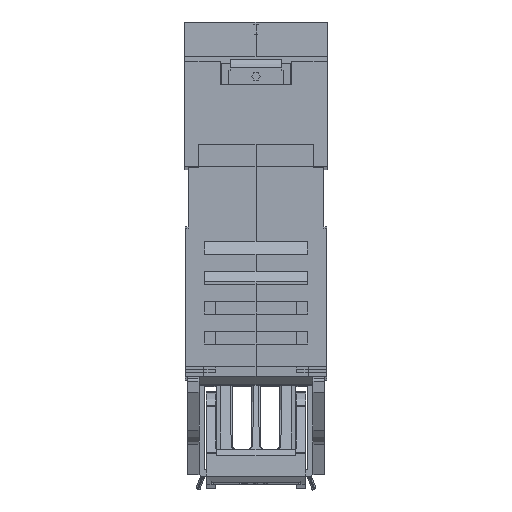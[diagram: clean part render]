
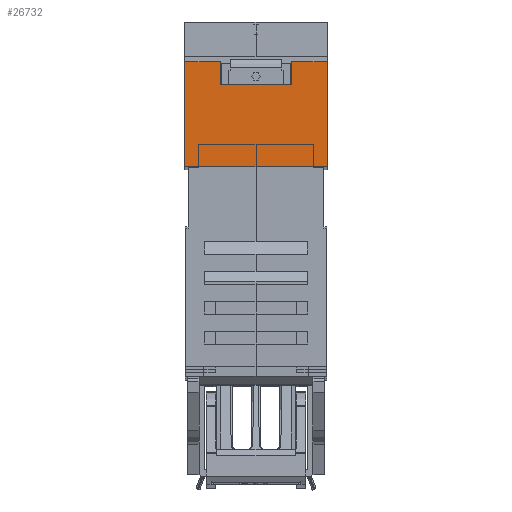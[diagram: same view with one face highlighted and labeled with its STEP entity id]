
A CAD part, top view. The second image highlights one B-rep face of the part: STEP entity #26732.
In plain terms, the highlighted planar face has unit normal (0, 0, 1).
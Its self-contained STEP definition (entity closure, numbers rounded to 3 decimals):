
#9531=DIRECTION('',(-1.,0.,0.));
#9532=VECTOR('',#9531,12.5);
#9533=CARTESIAN_POINT('',(25.,-0.9,264.5));
#9534=LINE('',#9533,#9532);
#9538=DIRECTION('',(0.,1.,0.));
#9539=VECTOR('',#9538,36.8);
#9540=CARTESIAN_POINT('',(25.,-37.7,264.5));
#9541=LINE('',#9540,#9539);
#9545=DIRECTION('',(1.,0.,0.));
#9546=VECTOR('',#9545,50.);
#9547=CARTESIAN_POINT('',(-25.,-37.7,264.5));
#9548=LINE('',#9547,#9546);
#9552=DIRECTION('',(-1.,0.,0.));
#9553=VECTOR('',#9552,12.5);
#9554=CARTESIAN_POINT('',(-12.5,-0.9,264.5));
#9555=LINE('',#9554,#9553);
#9559=DIRECTION('',(0.,1.,0.));
#9560=VECTOR('',#9559,8.);
#9561=CARTESIAN_POINT('',(-12.5,-8.9,264.5));
#9562=LINE('',#9561,#9560);
#9566=DIRECTION('',(0.,1.,0.));
#9567=VECTOR('',#9566,8.);
#9568=CARTESIAN_POINT('',(12.5,-8.9,264.5));
#9569=LINE('',#9568,#9567);
#9601=DIRECTION('',(1.,0.,0.));
#9602=VECTOR('',#9601,25.);
#9603=CARTESIAN_POINT('',(-12.5,-8.9,264.5));
#9604=LINE('',#9603,#9602);
#11439=DIRECTION('',(0.,1.,0.));
#11440=VECTOR('',#11439,36.8);
#11441=CARTESIAN_POINT('',(-25.,-37.7,264.5));
#11442=LINE('',#11441,#11440);
#14693=CARTESIAN_POINT('',(25.,-37.7,264.5));
#14694=VERTEX_POINT('',#14693);
#14695=CARTESIAN_POINT('',(-25.,-37.7,264.5));
#14696=VERTEX_POINT('',#14695);
#14835=CARTESIAN_POINT('',(-25.,-0.9,264.5));
#14836=VERTEX_POINT('',#14835);
#14844=CARTESIAN_POINT('',(12.5,-8.9,264.5));
#14845=CARTESIAN_POINT('',(12.5,-0.9,264.5));
#14846=VERTEX_POINT('',#14844);
#14847=VERTEX_POINT('',#14845);
#14848=CARTESIAN_POINT('',(-12.5,-8.9,264.5));
#14849=VERTEX_POINT('',#14848);
#14850=CARTESIAN_POINT('',(-12.5,-0.9,264.5));
#14851=VERTEX_POINT('',#14850);
#14852=CARTESIAN_POINT('',(25.,-0.9,264.5));
#14853=VERTEX_POINT('',#14852);
#26711=CARTESIAN_POINT('',(0.,-0.9,264.5));
#26712=DIRECTION('',(0.,0.,-1.));
#26713=DIRECTION('',(-1.,0.,0.));
#26714=AXIS2_PLACEMENT_3D('',#26711,#26712,#26713);
#26715=PLANE('',#26714);
#26717=ORIENTED_EDGE('',*,*,#26716,.T.);
#26719=ORIENTED_EDGE('',*,*,#26718,.F.);
#26720=ORIENTED_EDGE('',*,*,#26689,.F.);
#26721=ORIENTED_EDGE('',*,*,#18868,.F.);
#26723=ORIENTED_EDGE('',*,*,#26722,.T.);
#26725=ORIENTED_EDGE('',*,*,#26724,.F.);
#26727=ORIENTED_EDGE('',*,*,#26726,.F.);
#26729=ORIENTED_EDGE('',*,*,#26728,.T.);
#26730=EDGE_LOOP('',(#26717,#26719,#26720,#26721,#26723,#26725,#26727,#26729));
#26731=FACE_OUTER_BOUND('',#26730,.F.);
#18868=EDGE_CURVE('',#14696,#14694,#9548,.T.);
#26689=EDGE_CURVE('',#14694,#14853,#9541,.T.);
#26716=EDGE_CURVE('',#14846,#14847,#9569,.T.);
#26718=EDGE_CURVE('',#14853,#14847,#9534,.T.);
#26722=EDGE_CURVE('',#14696,#14836,#11442,.T.);
#26724=EDGE_CURVE('',#14851,#14836,#9555,.T.);
#26726=EDGE_CURVE('',#14849,#14851,#9562,.T.);
#26728=EDGE_CURVE('',#14849,#14846,#9604,.T.);
#26732=ADVANCED_FACE('',(#26731),#26715,.F.);
